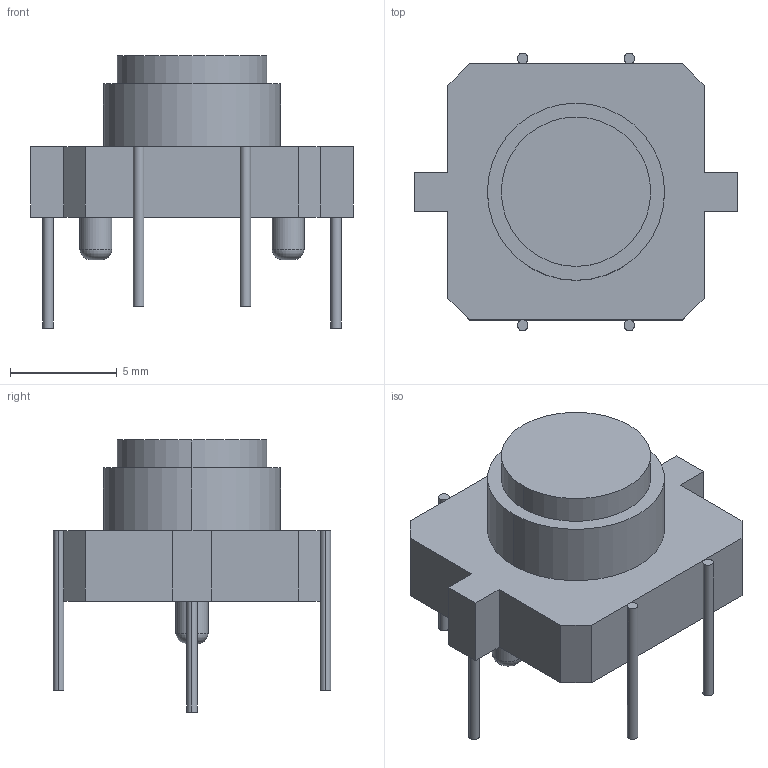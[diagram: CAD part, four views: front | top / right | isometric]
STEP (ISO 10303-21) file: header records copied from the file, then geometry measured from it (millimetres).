
FILE_DESCRIPTION (( 'STEP AP214' ), '1' );
FILE_NAME ('led_tact_button.STEP', '2017-06-06T11:33:44', ( '' ), ( '' ), 'SwSTEP 2.0', 'SolidWorks 2016', '' );
FILE_SCHEMA (( 'AUTOMOTIVE_DESIGN' ));
Length unit declared in the file: millimetre
Products named in the file (1): led_tact_button
Bounding box: 15.1 x 13 x 12.75 mm (x, y, z)
Volume: 711.2 mm3; surface area: 653.4 mm2
Topology: 5 solids, 5 shells, 56 faces, 116 edges, 76 vertices
Faces by surface type: plane 32, cylinder 20, torus 4
Entity records: 2182 total; most frequent: DIRECTION 278, CARTESIAN_POINT 249, ORIENTED_EDGE 232, EDGE_CURVE 116, AXIS2_PLACEMENT_3D 105, VERTEX_POINT 76, VECTOR 68, LINE 68
